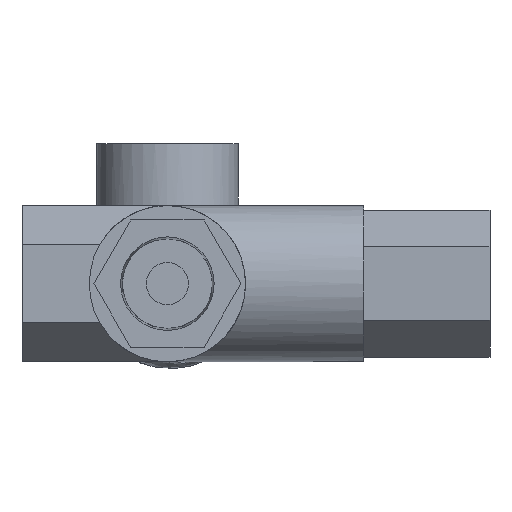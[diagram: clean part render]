
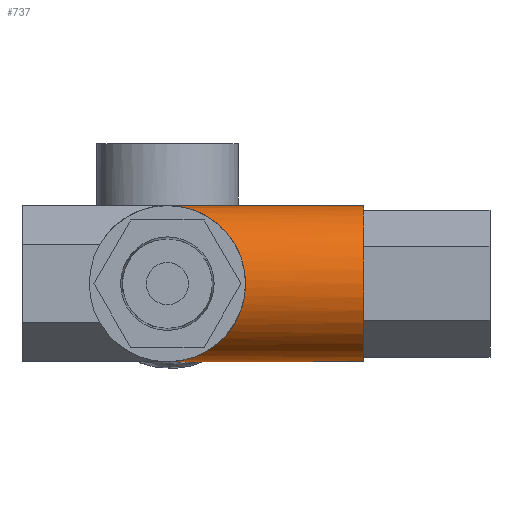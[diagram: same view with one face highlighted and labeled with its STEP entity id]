
A CAD part, front view. The second image highlights one B-rep face of the part: STEP entity #737.
In plain terms, the highlighted cylindrical face has radius 16.51 mm (diameter 33.02 mm), a partial arc.
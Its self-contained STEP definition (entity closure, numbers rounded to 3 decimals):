
#234 = EDGE_CURVE ( 'NONE', #330, #267, #1548, .T. ) ;
#251 = EDGE_CURVE ( 'NONE', #256, #330, #1583, .T. ) ;
#255 = VERTEX_POINT ( 'NONE', #1573 ) ;
#256 = VERTEX_POINT ( 'NONE', #1572 ) ;
#267 = VERTEX_POINT ( 'NONE', #1565 ) ;
#270 = EDGE_CURVE ( 'NONE', #255, #267, #1694, .T. ) ;
#330 = VERTEX_POINT ( 'NONE', #1890 ) ;
#730 = EDGE_CURVE ( 'NONE', #256, #255, #2617, .T. ) ;
#737 = ADVANCED_FACE ( 'NONE', ( #2616 ), #2612, .T. ) ;
#747 = EDGE_LOOP ( 'NONE', ( #796, #800, #803, #805 ) ) ;
#796 = ORIENTED_EDGE ( 'NONE', *, *, #270, .F. ) ;
#800 = ORIENTED_EDGE ( 'NONE', *, *, #730, .F. ) ;
#803 = ORIENTED_EDGE ( 'NONE', *, *, #251, .T. ) ;
#805 = ORIENTED_EDGE ( 'NONE', *, *, #234, .T. ) ;
#1543 = CARTESIAN_POINT ( 'NONE',  ( -45.24, -52.703, -22.825 ) ) ;
#1544 = CARTESIAN_POINT ( 'NONE',  ( -12.22, -85.723, -22.825 ) ) ;
#1545 = CARTESIAN_POINT ( 'NONE',  ( -12.22, -85.723, 10.195 ) ) ;
#1546 = CARTESIAN_POINT ( 'NONE',  ( -45.24, -52.703, 10.195 ) ) ;
#1548 =( BOUNDED_CURVE ( )  B_SPLINE_CURVE ( 3, ( #1546, #1545, #1544, #1543 ),
 .UNSPECIFIED., .F., .T. ) 
 B_SPLINE_CURVE_WITH_KNOTS ( ( 4, 4 ),
 ( 4.712, 7.854 ),
 .UNSPECIFIED. ) 
 CURVE ( )  GEOMETRIC_REPRESENTATION_ITEM ( )  RATIONAL_B_SPLINE_CURVE ( ( 1., 0.333, 0.333, 1. ) ) 
 REPRESENTATION_ITEM ( '' )  );
#1565 = CARTESIAN_POINT ( 'NONE',  ( -45.24, -52.703, -22.825 ) ) ;
#1569 = DIRECTION ( 'NONE',  ( -1., 0., 0. ) ) ;
#1570 = VECTOR ( 'NONE', #1569, 1000. ) ;
#1572 = CARTESIAN_POINT ( 'NONE',  ( -3.711, -52.703, 10.195 ) ) ;
#1573 = CARTESIAN_POINT ( 'NONE',  ( -3.711, -52.703, -22.825 ) ) ;
#1583 = LINE ( 'NONE', #1588, #1570 ) ;
#1588 = CARTESIAN_POINT ( 'NONE',  ( -3.711, -52.703, 10.195 ) ) ;
#1688 = DIRECTION ( 'NONE',  ( -1., 0., 0. ) ) ;
#1689 = VECTOR ( 'NONE', #1688, 1000. ) ;
#1690 = CARTESIAN_POINT ( 'NONE',  ( -3.711, -52.703, -22.825 ) ) ;
#1694 = LINE ( 'NONE', #1690, #1689 ) ;
#1890 = CARTESIAN_POINT ( 'NONE',  ( -45.24, -52.703, 10.195 ) ) ;
#2572 = CARTESIAN_POINT ( 'NONE',  ( -3.711, -52.703, -6.315 ) ) ;
#2590 = DIRECTION ( 'NONE',  ( 0., 0., 1. ) ) ;
#2591 = DIRECTION ( 'NONE',  ( -1., 0., 0. ) ) ;
#2597 = CARTESIAN_POINT ( 'NONE',  ( -3.711, -52.703, -6.315 ) ) ;
#2601 = DIRECTION ( 'NONE',  ( 0., 0., -1. ) ) ;
#2602 = DIRECTION ( 'NONE',  ( 1., 0., 0. ) ) ;
#2605 = AXIS2_PLACEMENT_3D ( 'NONE', #2597, #2591, #2590 ) ;
#2609 = AXIS2_PLACEMENT_3D ( 'NONE', #2572, #2602, #2601 ) ;
#2612 = CYLINDRICAL_SURFACE ( 'NONE', #2605, 16.51 ) ;
#2616 = FACE_OUTER_BOUND ( 'NONE', #747, .T. ) ;
#2617 = CIRCLE ( 'NONE', #2609, 16.51 ) ;
